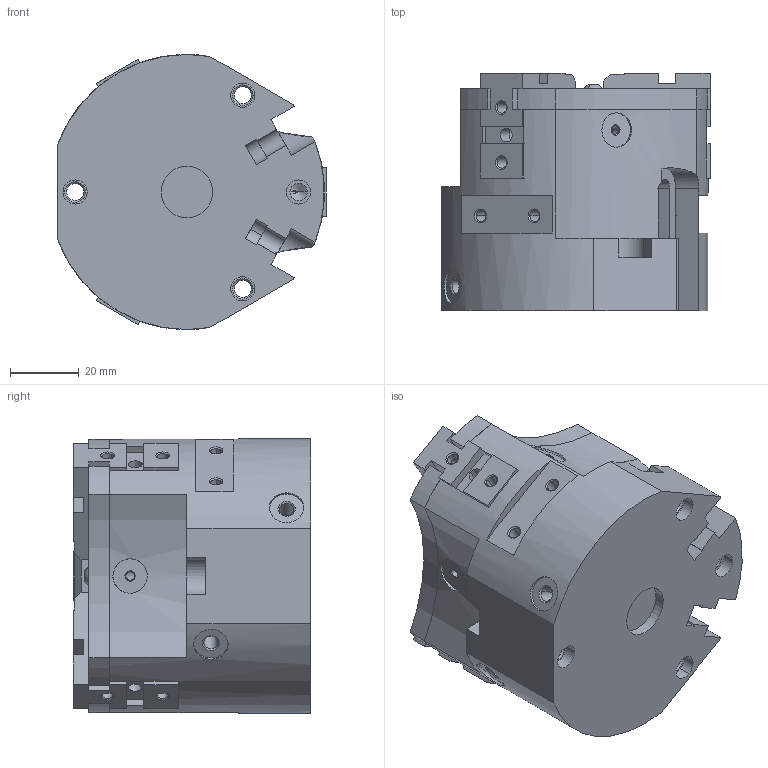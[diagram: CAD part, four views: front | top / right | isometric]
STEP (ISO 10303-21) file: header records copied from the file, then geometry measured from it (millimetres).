
FILE_DESCRIPTION( ( '' ), '1' );
FILE_NAME( 'ope80_3s_oe672pcs_0_2_14a.stp', '2010-10-25T13:17:57', ( '' ), ( '' ), ' ', ' ', ' ' );
FILE_SCHEMA( ( 'automotive_design' ) );
Length unit declared in the file: millimetre
Products named in the file (4): 1; 2; 3; 4
Bounding box: 78 x 69 x 80 mm (x, y, z)
Volume: 246930.1 mm3; surface area: 55164.3 mm2
Topology: 4 solids, 4 shells, 441 faces, 1157 edges, 716 vertices
Faces by surface type: plane 201, cylinder 132, cone 102, torus 6
Entity records: 26660 total; most frequent: CARTESIAN_POINT 2931, DIRECTION 2337, STYLED_ITEM 2278, PRESENTATION_STYLE_ASSIGNMENT 2278, COLOUR_RGB 2278, ORIENTED_EDGE 2234, EDGE_CURVE 1117, CURVE_STYLE 1117
